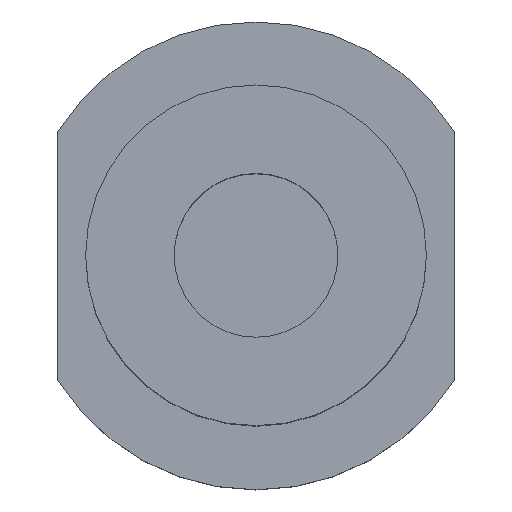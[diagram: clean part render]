
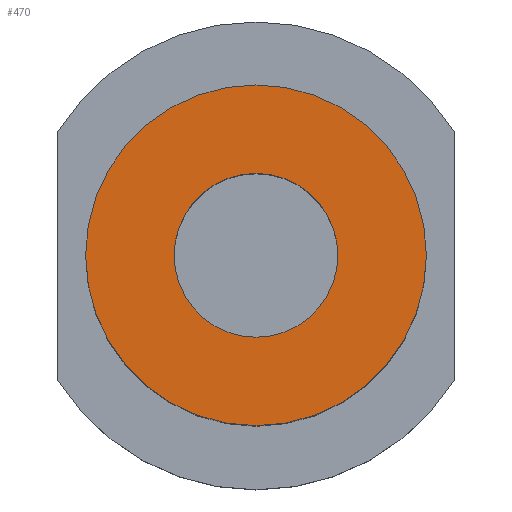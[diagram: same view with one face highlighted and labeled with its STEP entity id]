
A CAD part, top view. The second image highlights one B-rep face of the part: STEP entity #470.
In plain terms, the highlighted planar face has unit normal (0, 0, 1).
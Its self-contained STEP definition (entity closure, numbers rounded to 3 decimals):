
#159 = CYLINDRICAL_SURFACE('',#160,5.2);
#160 = AXIS2_PLACEMENT_3D('',#161,#162,#163);
#161 = CARTESIAN_POINT('',(12.7,-12.7,-10.4));
#162 = DIRECTION('',(0.,0.,-1.));
#163 = DIRECTION('',(1.,0.,0.));
#378 = VERTEX_POINT('',#379);
#379 = CARTESIAN_POINT('',(17.9,-12.7,0.));
#400 = EDGE_CURVE('',#378,#378,#401,.T.);
#401 = SURFACE_CURVE('',#402,(#407,#414),.PCURVE_S1.);
#402 = CIRCLE('',#403,5.2);
#403 = AXIS2_PLACEMENT_3D('',#404,#405,#406);
#404 = CARTESIAN_POINT('',(12.7,-12.7,0.));
#405 = DIRECTION('',(0.,0.,-1.));
#406 = DIRECTION('',(1.,0.,0.));
#407 = PCURVE('',#159,#408);
#408 = DEFINITIONAL_REPRESENTATION('',(#409),#413);
#409 = LINE('',#410,#411);
#410 = CARTESIAN_POINT('',(0.,-10.4));
#411 = VECTOR('',#412,1.);
#412 = DIRECTION('',(1.,-0.));
#413 = ( GEOMETRIC_REPRESENTATION_CONTEXT(2) 
PARAMETRIC_REPRESENTATION_CONTEXT() REPRESENTATION_CONTEXT('2D SPACE',''
  ) );
#414 = PCURVE('',#415,#420);
#415 = PLANE('',#416);
#416 = AXIS2_PLACEMENT_3D('',#417,#418,#419);
#417 = CARTESIAN_POINT('',(11.857,-15.43,0.));
#418 = DIRECTION('',(0.,0.,-1.));
#419 = DIRECTION('',(1.,0.,0.));
#420 = DEFINITIONAL_REPRESENTATION('',(#421),#425);
#421 = CIRCLE('',#422,5.2);
#422 = AXIS2_PLACEMENT_2D('',#423,#424);
#423 = CARTESIAN_POINT('',(0.843,-2.73));
#424 = DIRECTION('',(1.,0.));
#425 = ( GEOMETRIC_REPRESENTATION_CONTEXT(2) 
PARAMETRIC_REPRESENTATION_CONTEXT() REPRESENTATION_CONTEXT('2D SPACE',''
  ) );
#470 = ADVANCED_FACE('',(#471,#474),#415,.F.);
#471 = FACE_BOUND('',#472,.F.);
#472 = EDGE_LOOP('',(#473));
#473 = ORIENTED_EDGE('',*,*,#400,.T.);
#474 = FACE_BOUND('',#475,.F.);
#475 = EDGE_LOOP('',(#476));
#476 = ORIENTED_EDGE('',*,*,#477,.T.);
#477 = EDGE_CURVE('',#478,#478,#480,.T.);
#478 = VERTEX_POINT('',#479);
#479 = CARTESIAN_POINT('',(15.2,-12.7,0.));
#480 = SURFACE_CURVE('',#481,(#486,#497),.PCURVE_S1.);
#481 = CIRCLE('',#482,2.5);
#482 = AXIS2_PLACEMENT_3D('',#483,#484,#485);
#483 = CARTESIAN_POINT('',(12.7,-12.7,0.));
#484 = DIRECTION('',(-0.,0.,1.));
#485 = DIRECTION('',(1.,0.,0.));
#486 = PCURVE('',#415,#487);
#487 = DEFINITIONAL_REPRESENTATION('',(#488),#496);
#488 = ( BOUNDED_CURVE() B_SPLINE_CURVE(2,(#489,#490,#491,#492,#493,#494
,#495),.UNSPECIFIED.,.T.,.F.) B_SPLINE_CURVE_WITH_KNOTS((1,2,2,2,2,1),(
    -2.094,0.,2.094,4.189,6.283,
8.378),.UNSPECIFIED.) CURVE() GEOMETRIC_REPRESENTATION_ITEM() 
RATIONAL_B_SPLINE_CURVE((1.,0.5,1.,0.5,1.,0.5,1.)) REPRESENTATION_ITEM(
  '') );
#489 = CARTESIAN_POINT('',(3.343,-2.73));
#490 = CARTESIAN_POINT('',(3.343,-7.06));
#491 = CARTESIAN_POINT('',(-0.407,-4.895));
#492 = CARTESIAN_POINT('',(-4.157,-2.73));
#493 = CARTESIAN_POINT('',(-0.407,-0.565));
#494 = CARTESIAN_POINT('',(3.343,1.6));
#495 = CARTESIAN_POINT('',(3.343,-2.73));
#496 = ( GEOMETRIC_REPRESENTATION_CONTEXT(2) 
PARAMETRIC_REPRESENTATION_CONTEXT() REPRESENTATION_CONTEXT('2D SPACE',''
  ) );
#497 = PCURVE('',#498,#503);
#498 = CYLINDRICAL_SURFACE('',#499,2.5);
#499 = AXIS2_PLACEMENT_3D('',#500,#501,#502);
#500 = CARTESIAN_POINT('',(12.7,-12.7,0.));
#501 = DIRECTION('',(0.,0.,1.));
#502 = DIRECTION('',(1.,0.,0.));
#503 = DEFINITIONAL_REPRESENTATION('',(#504),#508);
#504 = LINE('',#505,#506);
#505 = CARTESIAN_POINT('',(0.,0.));
#506 = VECTOR('',#507,1.);
#507 = DIRECTION('',(1.,0.));
#508 = ( GEOMETRIC_REPRESENTATION_CONTEXT(2) 
PARAMETRIC_REPRESENTATION_CONTEXT() REPRESENTATION_CONTEXT('2D SPACE',''
  ) );
